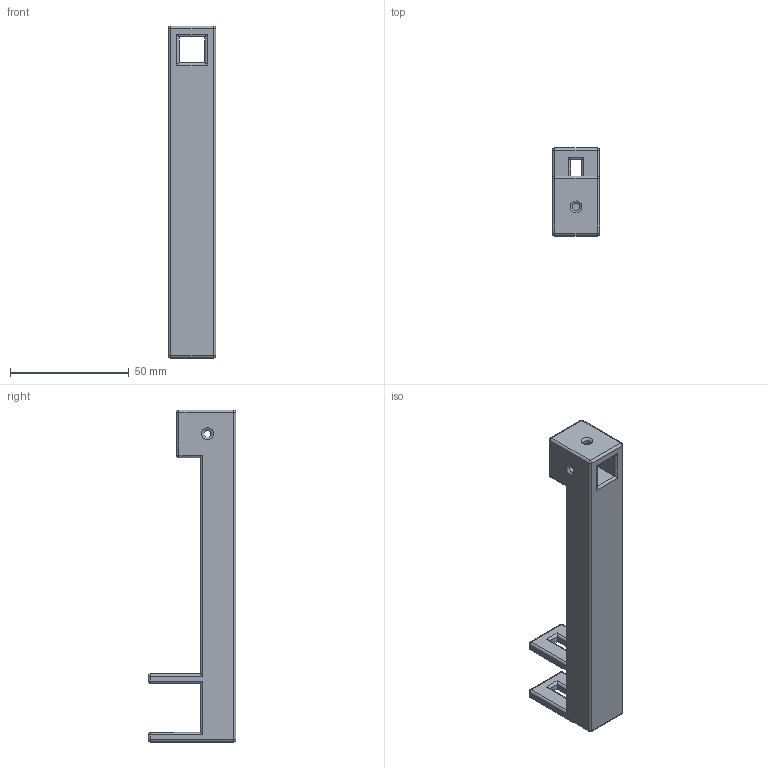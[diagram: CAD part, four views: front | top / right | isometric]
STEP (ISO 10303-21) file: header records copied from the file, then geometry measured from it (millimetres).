
FILE_DESCRIPTION(/* description */ (''),/* implementation_level */ '2;1');
FILE_NAME(/* name */ '19_PS_Table_X.stp',/* time_stamp */ '2024-06-04T15:53:11+02:00',/* author */ ('JN'),/* organization */ (''),/* preprocessor_version */ 'ST-DEVELOPER v18.1',/* originating_system */ 'Autodesk Inventor 2022',/* authorisation */ '');
FILE_SCHEMA (('AUTOMOTIVE_DESIGN { 1 0 10303 214 3 1 1 }'));
Length unit declared in the file: millimetre
Products named in the file (1): table_x2
Bounding box: 20 x 37 x 139.6 mm (x, y, z)
Volume: 45679.9 mm3; surface area: 13726.5 mm2
Topology: 1 solids, 1 shells, 107 faces, 232 edges, 127 vertices
Faces by surface type: cylinder 59, plane 26, sphere 16, torus 6
Full cylindrical faces by diameter (mm): 3 x3
Entity records: 2908 total; most frequent: DIRECTION 549, CARTESIAN_POINT 467, ORIENTED_EDGE 464, EDGE_CURVE 232, AXIS2_PLACEMENT_3D 209, LINE 131, VECTOR 131, VERTEX_POINT 127
